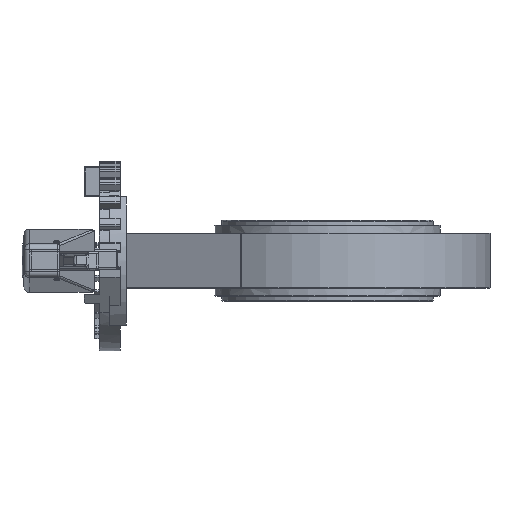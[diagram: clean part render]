
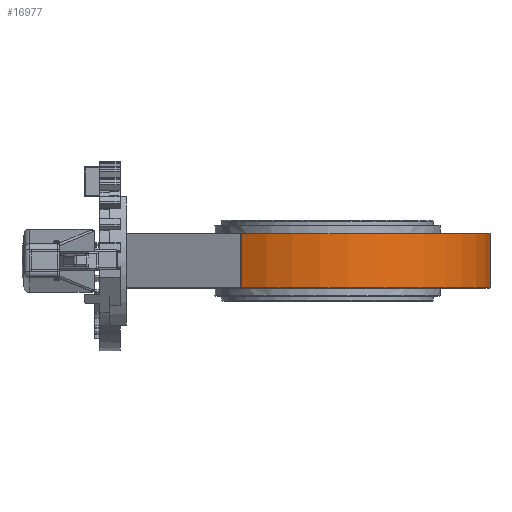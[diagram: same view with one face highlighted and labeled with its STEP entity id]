
A CAD part, left-side view. The second image highlights one B-rep face of the part: STEP entity #16977.
In plain terms, the highlighted cylindrical face has radius 126.75 mm (diameter 253.5 mm), a partial arc.
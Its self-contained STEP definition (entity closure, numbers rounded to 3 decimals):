
#1767=LINE('',#27542,#2973);
#1769=LINE('',#27545,#2975);
#2973=VECTOR('',#21359,10.);
#2975=VECTOR('',#21363,10.);
#3890=CYLINDRICAL_SURFACE('',#18479,126.75);
#4325=FACE_OUTER_BOUND('',#5322,.T.);
#5322=EDGE_LOOP('',(#12480,#12481,#12482,#12483));
#6322=CIRCLE('',#18216,126.75);
#6346=CIRCLE('',#18263,126.75);
#7218=VERTEX_POINT('',#26472);
#7219=VERTEX_POINT('',#26476);
#7272=VERTEX_POINT('',#26708);
#7273=VERTEX_POINT('',#26712);
#8981=EDGE_CURVE('',#7219,#7218,#6322,.T.);
#9057=EDGE_CURVE('',#7273,#7272,#6346,.T.);
#9309=EDGE_CURVE('',#7218,#7273,#1767,.T.);
#9311=EDGE_CURVE('',#7272,#7219,#1769,.T.);
#12480=ORIENTED_EDGE('',*,*,#8981,.F.);
#12481=ORIENTED_EDGE('',*,*,#9311,.F.);
#12482=ORIENTED_EDGE('',*,*,#9057,.F.);
#12483=ORIENTED_EDGE('',*,*,#9309,.F.);
#16977=ADVANCED_FACE('',(#4325),#3890,.T.);
#18216=AXIS2_PLACEMENT_3D('',#26478,#20675,#20676);
#18263=AXIS2_PLACEMENT_3D('',#26714,#20806,#20807);
#18479=AXIS2_PLACEMENT_3D('',#27544,#21361,#21362);
#20675=DIRECTION('center_axis',(0.,0.,1.));
#20676=DIRECTION('ref_axis',(0.,-1.,0.));
#20806=DIRECTION('center_axis',(0.,0.,-1.));
#20807=DIRECTION('ref_axis',(0.,-1.,0.));
#21359=DIRECTION('',(0.,0.,-1.));
#21361=DIRECTION('center_axis',(0.,0.,1.));
#21362=DIRECTION('ref_axis',(0.,-1.,0.));
#21363=DIRECTION('',(0.,0.,1.));
#26472=CARTESIAN_POINT('',(107.567,67.044,21.));
#26476=CARTESIAN_POINT('',(-107.567,67.044,21.));
#26478=CARTESIAN_POINT('Origin',(0.,0.,21.));
#26708=CARTESIAN_POINT('',(-107.567,67.044,-21.));
#26712=CARTESIAN_POINT('',(107.567,67.044,-21.));
#26714=CARTESIAN_POINT('Origin',(0.,0.,-21.));
#27542=CARTESIAN_POINT('',(107.567,67.044,0.));
#27544=CARTESIAN_POINT('Origin',(0.,0.,0.));
#27545=CARTESIAN_POINT('',(-107.567,67.044,0.));
